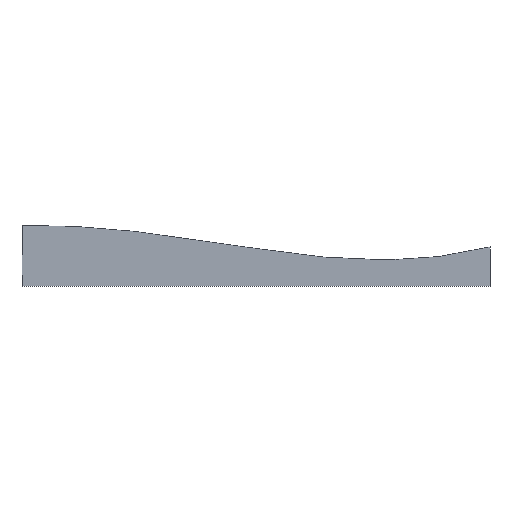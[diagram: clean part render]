
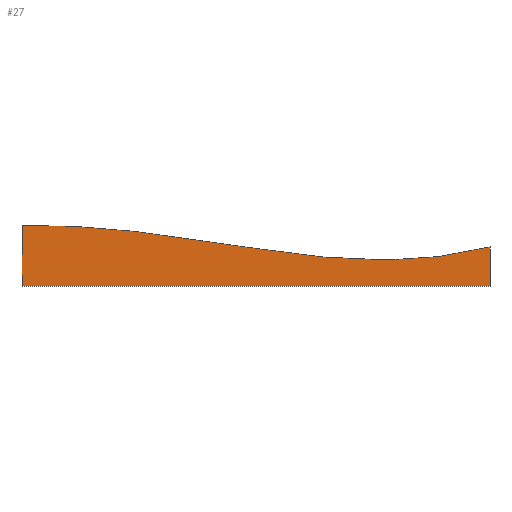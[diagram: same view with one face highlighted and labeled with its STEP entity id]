
A CAD part, top view. The second image highlights one B-rep face of the part: STEP entity #27.
In plain terms, the highlighted planar face has unit normal (0, 0, 1).
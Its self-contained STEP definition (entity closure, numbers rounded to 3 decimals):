
#1 = EDGE_CURVE ( 'NONE', #39, #43, #59, .T. ) ;
#2 = CARTESIAN_POINT ( 'NONE',  ( 0., 169., 0. ) ) ;
#3 = CARTESIAN_POINT ( 'NONE',  ( 0., 0., 0. ) ) ;
#4 = B_SPLINE_CURVE_WITH_KNOTS ( 'NONE', 3,
 ( #66, #28, #44, #67, #49, #2 ),
 .UNSPECIFIED., .F., .F.,
 ( 4, 1, 1, 4 ),
 ( 0., 0.232, 0.619, 1. ),
 .UNSPECIFIED. ) ;
#5 = CARTESIAN_POINT ( 'NONE',  ( 0., 0., 0. ) ) ;
#6 = VECTOR ( 'NONE', #17, 1000. ) ;
#9 = EDGE_CURVE ( 'NONE', #43, #53, #33, .T. ) ;
#10 = CARTESIAN_POINT ( 'NONE',  ( 650.651, 104.792, 0. ) ) ;
#11 = ORIENTED_EDGE ( 'NONE', *, *, #54, .T. ) ;
#12 = CARTESIAN_POINT ( 'NONE',  ( 1300., 0., 0. ) ) ;
#16 = CARTESIAN_POINT ( 'NONE',  ( 1300., 109.55, 0. ) ) ;
#17 = DIRECTION ( 'NONE',  ( 1., 0., 0. ) ) ;
#22 = FACE_OUTER_BOUND ( 'NONE', #51, .T. ) ;
#25 = VECTOR ( 'NONE', #30, 1000. ) ;
#26 = CARTESIAN_POINT ( 'NONE',  ( 0., 169., 0. ) ) ;
#27 = ADVANCED_FACE ( 'NONE', ( #22 ), #58, .T. ) ;
#28 = CARTESIAN_POINT ( 'NONE',  ( 1202.248, 84.022, 0. ) ) ;
#29 = DIRECTION ( 'NONE',  ( 1., 0., 0. ) ) ;
#30 = DIRECTION ( 'NONE',  ( 0., 1., 0. ) ) ;
#33 = LINE ( 'NONE', #12, #25 ) ;
#34 = LINE ( 'NONE', #5, #65 ) ;
#35 = ORIENTED_EDGE ( 'NONE', *, *, #9, .T. ) ;
#37 = CARTESIAN_POINT ( 'NONE',  ( 1300., 0., 0. ) ) ;
#39 = VERTEX_POINT ( 'NONE', #3 ) ;
#42 = DIRECTION ( 'NONE',  ( 0., -1., 0. ) ) ;
#43 = VERTEX_POINT ( 'NONE', #37 ) ;
#44 = CARTESIAN_POINT ( 'NONE',  ( 931.321, 55.581, 0. ) ) ;
#45 = VERTEX_POINT ( 'NONE', #26 ) ;
#46 = CARTESIAN_POINT ( 'NONE',  ( 0., 0., 0. ) ) ;
#47 = ORIENTED_EDGE ( 'NONE', *, *, #61, .T. ) ;
#49 = CARTESIAN_POINT ( 'NONE',  ( 167.948, 172.993, 0. ) ) ;
#51 = EDGE_LOOP ( 'NONE', ( #47, #11, #56, #35 ) ) ;
#52 = DIRECTION ( 'NONE',  ( 0., 0., 1. ) ) ;
#53 = VERTEX_POINT ( 'NONE', #16 ) ;
#54 = EDGE_CURVE ( 'NONE', #45, #39, #34, .T. ) ;
#56 = ORIENTED_EDGE ( 'NONE', *, *, #1, .T. ) ;
#58 = PLANE ( 'NONE',  #60 ) ;
#59 = LINE ( 'NONE', #46, #6 ) ;
#60 = AXIS2_PLACEMENT_3D ( 'NONE', #10, #52, #29 ) ;
#61 = EDGE_CURVE ( 'NONE', #53, #45, #4, .T. ) ;
#65 = VECTOR ( 'NONE', #42, 1000. ) ;
#66 = CARTESIAN_POINT ( 'NONE',  ( 1300., 109.55, 0. ) ) ;
#67 = CARTESIAN_POINT ( 'NONE',  ( 498.813, 132.451, 0. ) ) ;
